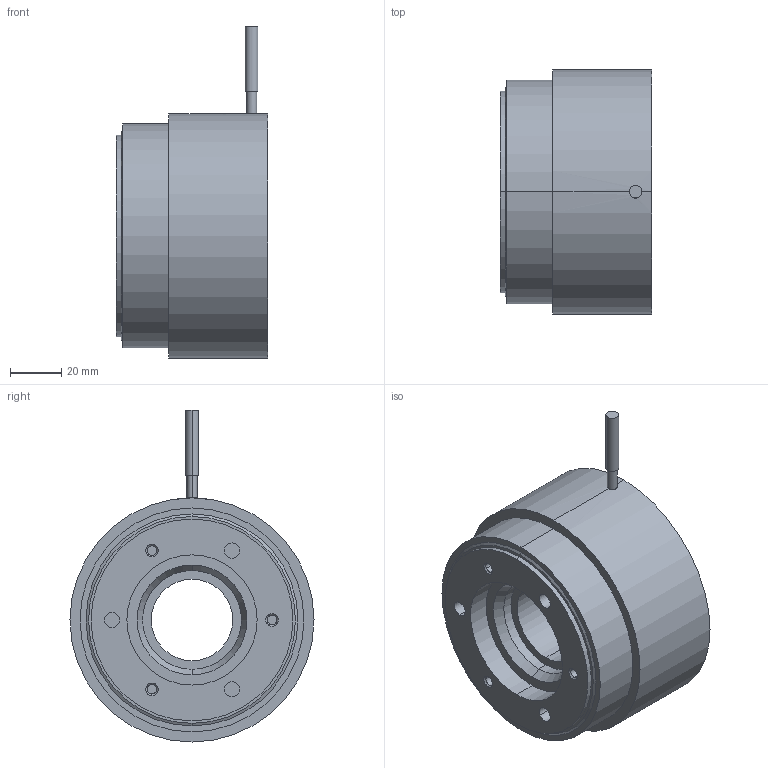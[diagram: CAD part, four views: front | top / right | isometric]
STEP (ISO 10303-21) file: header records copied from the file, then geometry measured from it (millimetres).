
FILE_DESCRIPTION(('starvars output'),'2;1');
FILE_NAME('cv20170217075840000029691.stp','07:58:40 2017/02/17',( 'Thomas Industrial Network Germany GmbH'),( 'Thomas Industrial Network Germany GmbH'),'unknown preprocess','ACIS' ,'unknown authorization');
FILE_SCHEMA(('CONFIG_CONTROL_DESIGN {UNKNOWN IMPLEMENTATION LEVEL}'));
Length unit declared in the file: millimetre
Products named in the file (1): PRODUCT_ID_3
Bounding box: 59.18 x 95.25 x 129.54 mm (x, y, z)
Volume: 334035.6 mm3; surface area: 37993.1 mm2
Topology: 1 solids, 1 shells, 87 faces, 176 edges, 107 vertices
Faces by surface type: cylinder 36, cone 32, plane 19
Entity records: 1974 total; most frequent: ORIENTED_EDGE 352, CARTESIAN_POINT 319, DIRECTION 279, EDGE_CURVE 176, VERTEX_POINT 107, AXIS2_PLACEMENT_3D 105, EDGE_LOOP 105, FACE_BOUND 105
